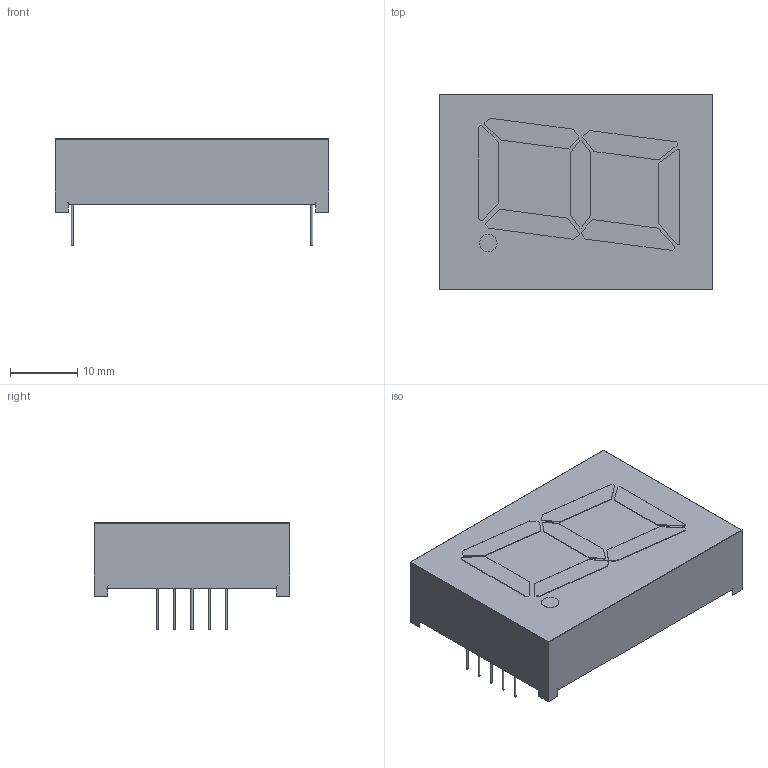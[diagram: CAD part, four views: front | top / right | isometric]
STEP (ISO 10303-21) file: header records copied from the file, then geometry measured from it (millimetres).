
FILE_DESCRIPTION(('FreeCAD Model'),'2;1');
FILE_NAME('Open CASCADE Shape Model','2022-03-01T15:31:17',('Author'),( ''),'Open CASCADE STEP processor 7.4','FreeCAD','Unknown');
FILE_SCHEMA(('AUTOMOTIVE_DESIGN { 1 0 10303 214 1 1 1 1 }'));
Length unit declared in the file: millimetre
Products named in the file (1): Fusion
Bounding box: 40.64 x 29 x 16 mm (x, y, z)
Volume: 10558.9 mm3; surface area: 3909.8 mm2
Topology: 1 solids, 1 shells, 108 faces, 254 edges, 166 vertices
Faces by surface type: plane 90, cylinder 18
Full cylindrical faces by diameter (mm): 0.3 x10, 2.6 x1
Entity records: 6975 total; most frequent: CARTESIAN_POINT 1251, DIRECTION 886, LINE 586, VECTOR 586, ORIENTED_EDGE 508, PCURVE 508, DEFINITIONAL_REPRESENTATION 508, EDGE_CURVE 254
